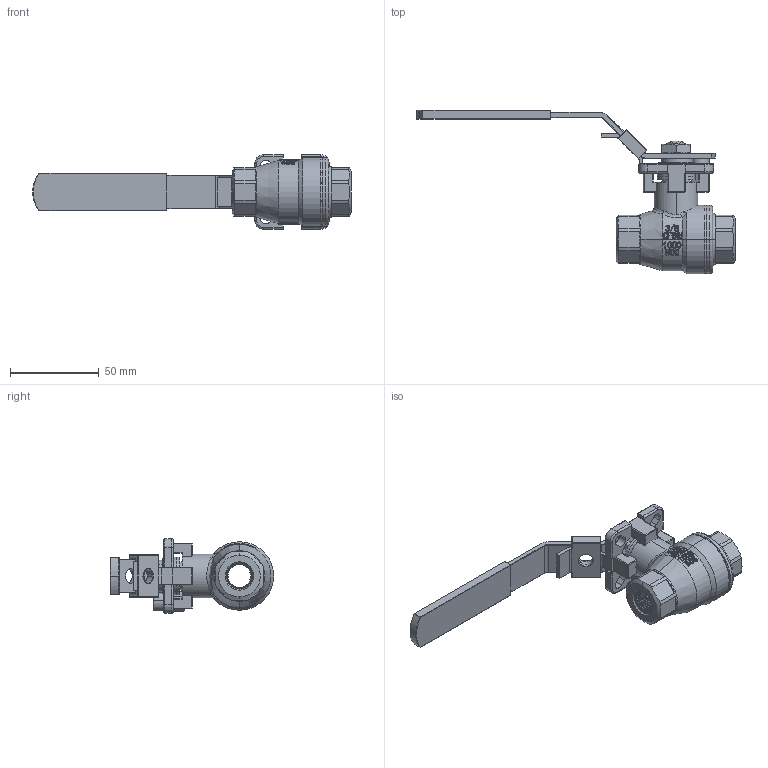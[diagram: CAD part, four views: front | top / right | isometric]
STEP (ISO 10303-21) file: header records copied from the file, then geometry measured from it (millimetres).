
FILE_DESCRIPTION (( 'STEP AP203' ), '1' );
FILE_NAME ('0.375-1000WOG KV-L20蚾饜芞.STEP', '2017-02-10T09:08:57', ( 'XiTongTianDi' ), ( 'XiTongTianDi.Com' ), 'SwSTEP 2.0', 'SolidWorks 2013', '' );
FILE_SCHEMA (( 'CONFIG_CONTROL_DESIGN' ));
Length unit declared in the file: millimetre
Products named in the file (10): socket head cap screw_iso_ISO 4762 M6 x 12 --- 12N; hex nut gradec_iso_Hexagon Nut ISO - 4034 - M6 - N; 跡鰍; 0.375-1000WOG KV-L20蚾饜芞; 評倛粟え; hex thin nut chamfered gradeab_iso_Hexagon Thin Nut ISO - 4035 - M10 - N; 滅侂菜え; 方口垫圈; 忒梟; 0.375-1000WOG 概极KV-L20
Assembly tree (11 placements, depth 2):
  0.375-1000WOG KV-L20蚾饜芞
    跡鰍
    評倛粟え  x2
    hex thin nut chamfered gradeab_iso_Hexagon Thin Nut ISO - 4035 - M10 - N  x2
    滅侂菜え
    方口垫圈
    忒梟
    0.375-1000WOG 概极KV-L20
    socket head cap screw_iso_ISO 4762 M6 x 12 --- 12N
    hex nut gradec_iso_Hexagon Nut ISO - 4034 - M6 - N
Bounding box: 179.19 x 91.8 x 42 mm (x, y, z)
Volume: 82688 mm3; surface area: 37392 mm2
Topology: 12 solids, 12 shells, 1063 faces, 2740 edges, 1712 vertices
Faces by surface type: plane 370, cylinder 328, cone 146, bspline 133, torus 60, sphere 26
Entity records: 75233 total; most frequent: CARTESIAN_POINT 50769, ORIENTED_EDGE 5284, DIRECTION 4293, EDGE_CURVE 2642, VERTEX_POINT 1666, AXIS2_PLACEMENT_3D 1574, VECTOR 1145, LINE 1145
